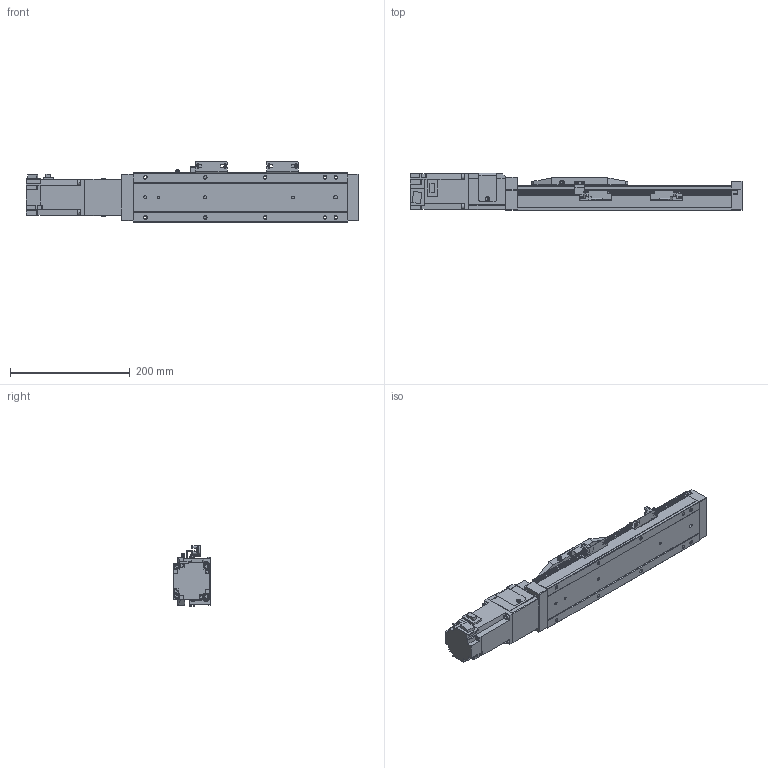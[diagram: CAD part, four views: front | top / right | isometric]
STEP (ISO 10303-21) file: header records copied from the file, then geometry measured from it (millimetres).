
FILE_DESCRIPTION (( 'STEP AP214' ), '1' );
FILE_NAME ('MLU80BC-14XLD-0150-XXXX.STEP', '2025-02-25T19:09:59', ( '' ), ( '' ), 'SwSTEP 2.0', 'SolidWorks 2022', '' );
FILE_SCHEMA (( 'AUTOMOTIVE_DESIGN' ));
Length unit declared in the file: millimetre
Products named in the file (12): MLU-150-2; MLU-150-1; MLU-150-3; MLU80BC-14XLD-0150-XXXX(2); MLU-150MOTOR; MLU-150SENSORPLATE; MLU80BC-14XLD-0150-XXXX; MLU-150FANGTOOTH; MLU-150-4; MLU-150-5; MLU-150SENSOR; MLU-150CARRIAGE
Assembly tree (13 placements, depth 3):
  MLU80BC-14XLD-0150-XXXX
    MLU80BC-14XLD-0150-XXXX(2)
      MLU-150-1
      MLU-150-2
      MLU-150-3
      MLU-150MOTOR
      MLU-150-4
      MLU-150FANGTOOTH
      MLU-150CARRIAGE
      MLU-150-5
      MLU-150SENSORPLATE  x2
      MLU-150SENSOR  x2
Bounding box: 554.3 x 62.5 x 101 mm (x, y, z)
Volume: 1857191.3 mm3; surface area: 247533.4 mm2
Topology: 12 solids, 12 shells, 1051 faces, 2664 edges, 1746 vertices
Faces by surface type: plane 600, cylinder 361, cone 52, torus 38
Entity records: 28236 total; most frequent: CARTESIAN_POINT 5137, DIRECTION 4816, ORIENTED_EDGE 4608, EDGE_CURVE 2304, AXIS2_PLACEMENT_3D 1629, LINE 1558, VECTOR 1558, VERTEX_POINT 1510
